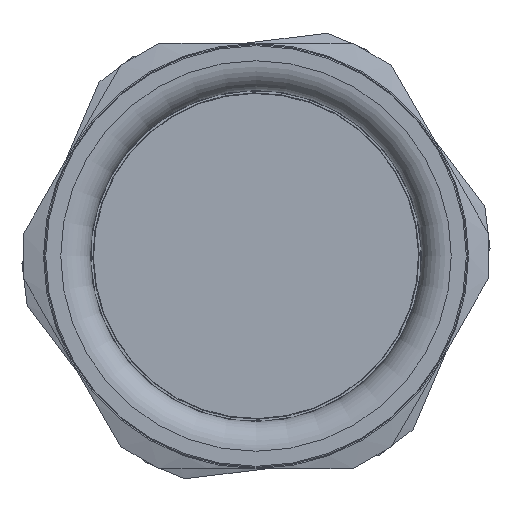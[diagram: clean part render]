
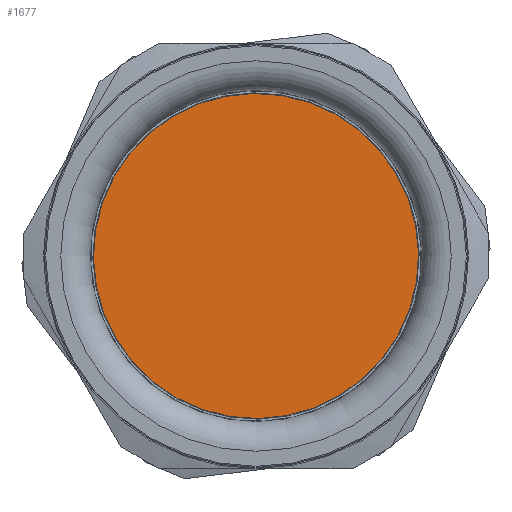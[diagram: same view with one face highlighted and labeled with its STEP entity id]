
A CAD part, left-side view. The second image highlights one B-rep face of the part: STEP entity #1677.
In plain terms, the highlighted planar face has unit normal (-1, 0, 0).
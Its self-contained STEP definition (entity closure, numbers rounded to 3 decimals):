
#246=PLANE('',#1944);
#443=FACE_OUTER_BOUND('',#619,.T.);
#619=EDGE_LOOP('',(#1522));
#700=CIRCLE('',#1923,27.54);
#878=VERTEX_POINT('',#8256);
#1090=EDGE_CURVE('',#878,#878,#700,.T.);
#1522=ORIENTED_EDGE('',*,*,#1090,.F.);
#1677=ADVANCED_FACE('',(#443),#246,.T.);
#1923=AXIS2_PLACEMENT_3D('',#8257,#2338,#2339);
#1944=AXIS2_PLACEMENT_3D('',#8288,#2380,#2381);
#2338=DIRECTION('center_axis',(1.,0.,0.));
#2339=DIRECTION('ref_axis',(0.,0.,-1.));
#2380=DIRECTION('center_axis',(-1.,0.,0.));
#2381=DIRECTION('ref_axis',(0.,0.,1.));
#8256=CARTESIAN_POINT('',(-0.064,27.54,0.));
#8257=CARTESIAN_POINT('Origin',(-0.064,0.,0.));
#8288=CARTESIAN_POINT('Origin',(-0.064,27.54,0.));
